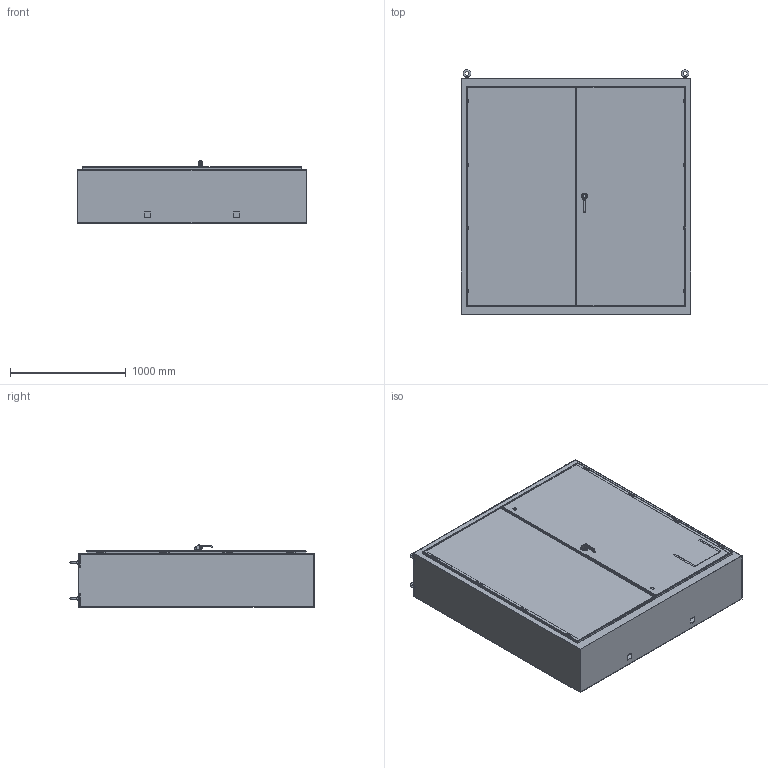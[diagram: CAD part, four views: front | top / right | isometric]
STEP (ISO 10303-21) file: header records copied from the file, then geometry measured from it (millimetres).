
FILE_DESCRIPTION (( 'STEP AP214' ), '1' );
FILE_NAME ('SCE-N80LU7818.STEP', '2024-05-11T13:21:28', ( '' ), ( '' ), 'SwSTEP 2.0', 'SolidWorks 2023', '' );
FILE_SCHEMA (( 'AUTOMOTIVE_DESIGN' ));
Length unit declared in the file: inch
Products named in the file (1): SCE-N80LU7818
Bounding box: 1974.85 x 2106.73 x 534.57 mm (x, y, z)
Volume: 33458599.2 mm3; surface area: 25269032.3 mm2
Topology: 36 solids, 44 shells, 5131 faces, 13357 edges, 8430 vertices
Faces by surface type: plane 2432, cylinder 1687, torus 431, bspline 338, cone 147, sphere 96
Full cylindrical faces by diameter (mm): 1.016 x8, 3.978 x8, 4.318 x40, 4.978 x32, 5.016 x2, 5.207 x16, 5.232 x16, 5.537 x8, 6.096 x16, 6.198 x16, 6.35 x17, 9.525 x18, 10.323 x16, 11.112 x12, 14.805 x2, 15.24 x4, 16 x1, 16.392 x10, 16.393 x2, 29.8 x4
Entity records: 222607 total; most frequent: CARTESIAN_POINT 102542, ORIENTED_EDGE 25252, DIRECTION 23707, EDGE_CURVE 12626, AXIS2_PLACEMENT_3D 8488, VERTEX_POINT 8152, LINE 6731, VECTOR 6731
